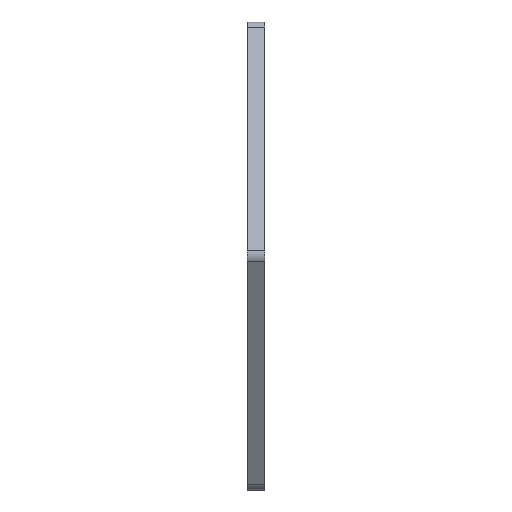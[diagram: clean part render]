
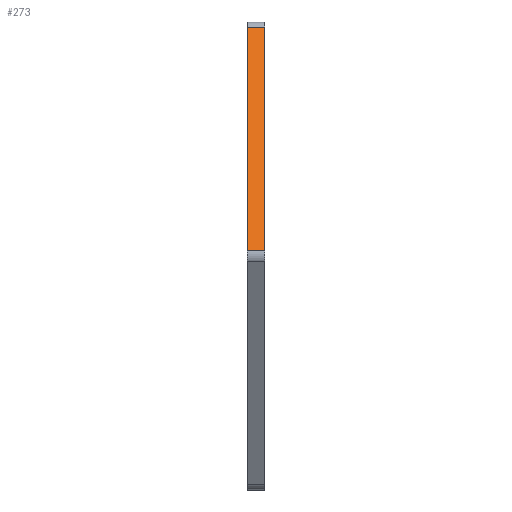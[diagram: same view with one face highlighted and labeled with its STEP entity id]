
A CAD part, left-side view. The second image highlights one B-rep face of the part: STEP entity #273.
In plain terms, the highlighted planar face has unit normal (-0.866, 0, 0.5).
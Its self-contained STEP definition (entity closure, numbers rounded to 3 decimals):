
#22 = CARTESIAN_POINT ( 'NONE',  ( -125.574, -8., 2.5 ) ) ;
#28 = AXIS2_PLACEMENT_3D ( 'NONE', #129, #738, #295 ) ;
#75 = CARTESIAN_POINT ( 'NONE',  ( -127.017, 0., 0. ) ) ;
#77 = ORIENTED_EDGE ( 'NONE', *, *, #1895, .T. ) ;
#96 = DIRECTION ( 'NONE',  ( 0.5, 0., 0.866 ) ) ;
#129 = CARTESIAN_POINT ( 'NONE',  ( -127.017, -8., 0. ) ) ;
#142 = ORIENTED_EDGE ( 'NONE', *, *, #145, .T. ) ;
#145 = EDGE_CURVE ( 'NONE', #1577, #1216, #512, .T. ) ;
#240 = CARTESIAN_POINT ( 'NONE',  ( -125.574, 0., 2.5 ) ) ;
#260 = VECTOR ( 'NONE', #1281, 1000. ) ;
#271 = FACE_OUTER_BOUND ( 'NONE', #1723, .T. ) ;
#273 = ADVANCED_FACE ( 'NONE', ( #271 ), #887, .T. ) ;
#295 = DIRECTION ( 'NONE',  ( 0.5, 0., 0.866 ) ) ;
#335 = DIRECTION ( 'NONE',  ( 0., 1., 0. ) ) ;
#368 = CARTESIAN_POINT ( 'NONE',  ( -127.017, -8., 0. ) ) ;
#512 = LINE ( 'NONE', #368, #1289 ) ;
#604 = VERTEX_POINT ( 'NONE', #240 ) ;
#710 = ORIENTED_EDGE ( 'NONE', *, *, #1139, .F. ) ;
#738 = DIRECTION ( 'NONE',  ( -0.866, 0., 0.5 ) ) ;
#876 = CARTESIAN_POINT ( 'NONE',  ( -64.952, -8., 107.5 ) ) ;
#887 = PLANE ( 'NONE',  #28 ) ;
#896 = DIRECTION ( 'NONE',  ( 0., -1., 0. ) ) ;
#953 = VECTOR ( 'NONE', #896, 1000. ) ;
#1102 = LINE ( 'NONE', #75, #260 ) ;
#1125 = LINE ( 'NONE', #1558, #1502 ) ;
#1139 = EDGE_CURVE ( 'NONE', #604, #1253, #1102, .T. ) ;
#1190 = LINE ( 'NONE', #1786, #953 ) ;
#1216 = VERTEX_POINT ( 'NONE', #876 ) ;
#1228 = ORIENTED_EDGE ( 'NONE', *, *, #1591, .T. ) ;
#1253 = VERTEX_POINT ( 'NONE', #1620 ) ;
#1281 = DIRECTION ( 'NONE',  ( 0.5, 0., 0.866 ) ) ;
#1289 = VECTOR ( 'NONE', #96, 1000. ) ;
#1502 = VECTOR ( 'NONE', #335, 1000. ) ;
#1558 = CARTESIAN_POINT ( 'NONE',  ( -64.952, -8., 107.5 ) ) ;
#1577 = VERTEX_POINT ( 'NONE', #22 ) ;
#1591 = EDGE_CURVE ( 'NONE', #1216, #1253, #1125, .T. ) ;
#1620 = CARTESIAN_POINT ( 'NONE',  ( -64.952, 0., 107.5 ) ) ;
#1723 = EDGE_LOOP ( 'NONE', ( #710, #77, #142, #1228 ) ) ;
#1786 = CARTESIAN_POINT ( 'NONE',  ( -125.574, -8., 2.5 ) ) ;
#1895 = EDGE_CURVE ( 'NONE', #604, #1577, #1190, .T. ) ;
